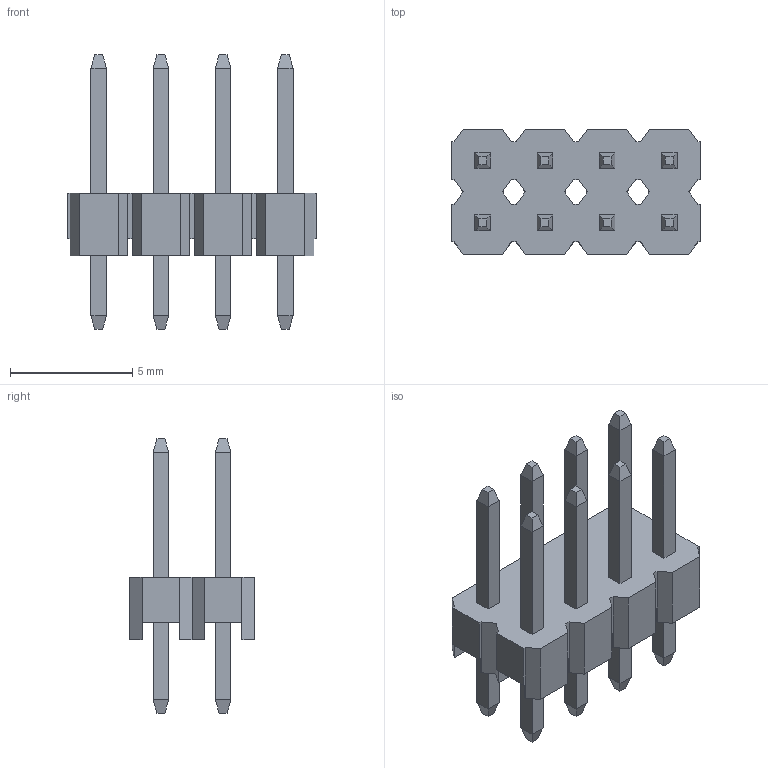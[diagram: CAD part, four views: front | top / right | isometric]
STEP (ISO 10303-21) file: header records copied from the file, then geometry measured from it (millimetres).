
FILE_DESCRIPTION(('FreeCAD Model'),'2;1');
FILE_NAME( '2x4-pin-header-yello.step', '2016-07-23T11:35:25',('Author'),(''), 'Open CASCADE STEP processor 6.8','FreeCAD','Unknown');
FILE_SCHEMA(('AUTOMOTIVE_DESIGN_CC2 { 1 2 10303 214 -1 1 5 4 }'));
Length unit declared in the file: inch
Products named in the file (2): ASSEMBLY; 2x4-pin-header-yello
Assembly tree (1 placements, depth 2):
  ASSEMBLY
    2x4-pin-header-yello
Bounding box: 10.16 x 5.08 x 11.2 mm (x, y, z)
Volume: 127.3 mm3; surface area: 402.9 mm2
Topology: 1 solids, 1 shells, 271 faces, 672 edges, 416 vertices
Faces by surface type: plane 207, bspline 64
Entity records: 18290 total; most frequent: CARTESIAN_POINT 3025, DIRECTION 2306, LINE 1888, VECTOR 1888, ORIENTED_EDGE 1344, PCURVE 1344, DEFINITIONAL_REPRESENTATION 1344, EDGE_CURVE 672
